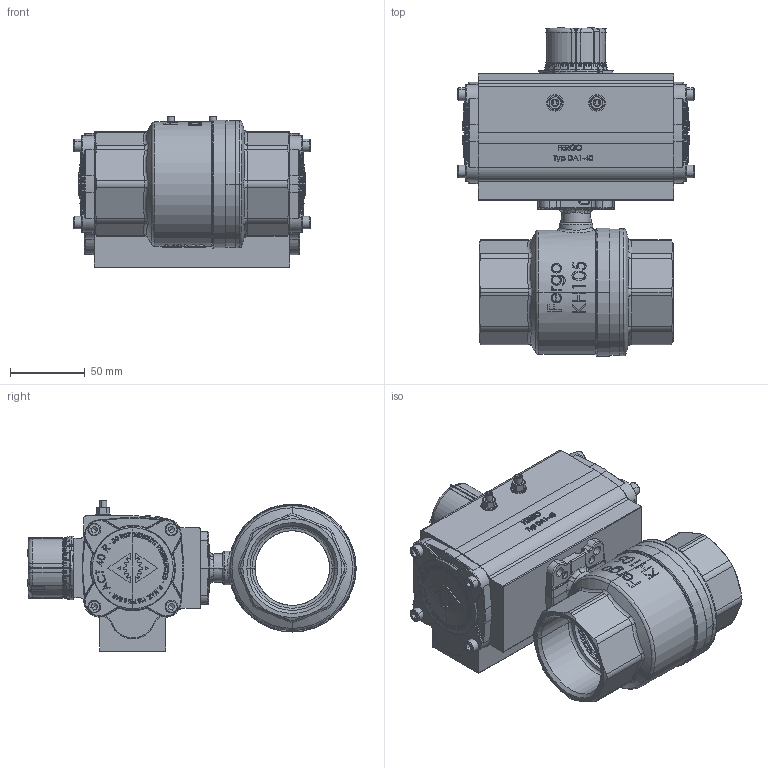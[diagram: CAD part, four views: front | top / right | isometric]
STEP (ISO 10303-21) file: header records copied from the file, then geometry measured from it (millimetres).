
FILE_DESCRIPTION (( 'STEP AP214' ), '1' );
FILE_NAME ('KH105-Kugelhahn-2-Zoll-IG-Pneumatischer-DA20-Doppeltwirkend-Fergo.STEP', '2024-01-29T13:38:40', ( '' ), ( '' ), 'SwSTEP 2.0', 'SolidWorks 2022', '' );
FILE_SCHEMA (( 'AUTOMOTIVE_DESIGN' ));
Length unit declared in the file: millimetre
Products named in the file (3): KH105-2-Zoll-Innengewinde-FW_Standard; 0040 ADA; KH105-Kugelhahn-2-Zoll-IG-Pneumatischer-DA20-Doppeltwirkend-Fergo
Assembly tree (2 placements, depth 2):
  KH105-Kugelhahn-2-Zoll-IG-Pneumatischer-DA20-Doppeltwirkend-Fergo
    KH105-2-Zoll-Innengewinde-FW_Standard
    0040 ADA
Bounding box: 157.9 x 219.71 x 101.4 mm (x, y, z)
Volume: 544940.4 mm3; surface area: 225410.4 mm2
Topology: 28 solids, 35 shells, 5580 faces, 15128 edges, 9732 vertices
Faces by surface type: plane 2917, cylinder 1047, bspline 803, cone 308, torus 290, sphere 215
Entity records: 224712 total; most frequent: CARTESIAN_POINT 87792, ORIENTED_EDGE 29926, DIRECTION 27660, EDGE_CURVE 14974, AXIS2_PLACEMENT_3D 10848, VERTEX_POINT 9721, CIRCLE 6065, VECTOR 5964
